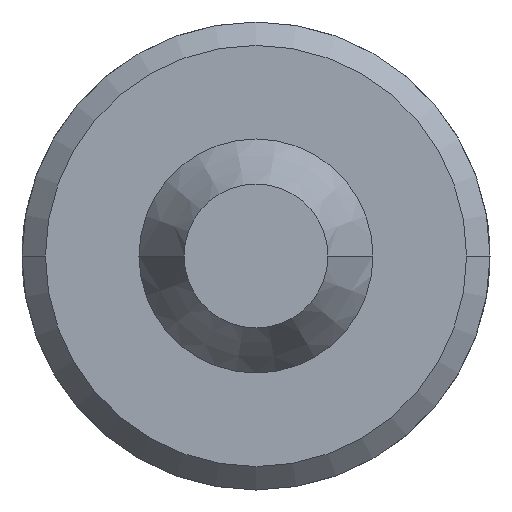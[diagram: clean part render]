
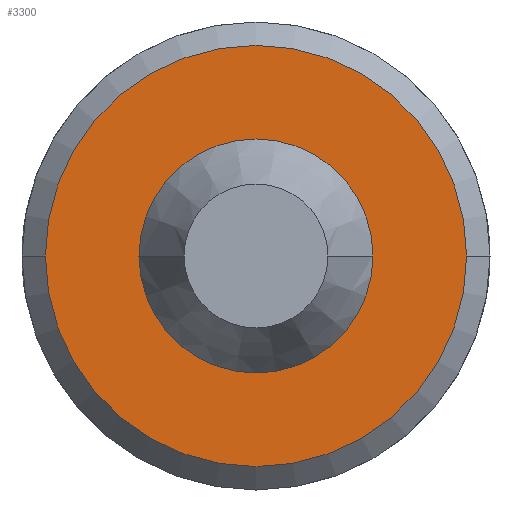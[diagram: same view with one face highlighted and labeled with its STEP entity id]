
A CAD part, left-side view. The second image highlights one B-rep face of the part: STEP entity #3300.
In plain terms, the highlighted planar face has unit normal (-1, 0, 0).
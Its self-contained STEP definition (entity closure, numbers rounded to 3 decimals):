
#2750=CARTESIAN_POINT('',(0.438,2.7,0.));
#2760=VERTEX_POINT('',#2750);
#2840=CARTESIAN_POINT('',(0.438,-2.7,0.));
#2850=VERTEX_POINT('',#2840);
#2880=CARTESIAN_POINT('',(0.438,0.,0.));
#2890=DIRECTION('',(-1.,0.,0.));
#2900=DIRECTION('',(0.,1.,0.));
#2910=AXIS2_PLACEMENT_3D('',#2880,#2890,#2900);
#2920=CIRCLE('',#2910,2.7);
#2930=EDGE_CURVE('',#2850,#2760,#2920,.T.);
#3050=CARTESIAN_POINT('',(0.438,2.075,0.));
#3060=DIRECTION('',(-1.,0.,0.));
#3070=DIRECTION('',(0.,1.,0.));
#3080=AXIS2_PLACEMENT_3D('',#3050,#3060,#3070);
#3090=PLANE('',#3080);
#3100=CARTESIAN_POINT('',(0.438,0.,0.));
#3110=DIRECTION('',(-1.,0.,0.));
#3120=DIRECTION('',(0.,1.,0.));
#3130=AXIS2_PLACEMENT_3D('',#3100,#3110,#3120);
#3140=CIRCLE('',#3130,1.45);
#3150=CARTESIAN_POINT('',(0.438,1.45,0.));
#3160=VERTEX_POINT('',#3150);
#3170=CARTESIAN_POINT('',(0.438,-1.45,0.));
#3180=VERTEX_POINT('',#3170);
#3190=EDGE_CURVE('',#3160,#3180,#3140,.T.);
#3200=ORIENTED_EDGE('',*,*,#3190,.F.);
#3210=EDGE_CURVE('',#3180,#3160,#3140,.T.);
#3220=ORIENTED_EDGE('',*,*,#3210,.F.);
#3230=EDGE_LOOP('',(#3220,#3200));
#3240=FACE_BOUND('',#3230,.T.);
#3250=EDGE_CURVE('',#2760,#2850,#2920,.T.);
#3260=ORIENTED_EDGE('',*,*,#3250,.T.);
#3270=ORIENTED_EDGE('',*,*,#2930,.T.);
#3280=EDGE_LOOP('',(#3270,#3260));
#3290=FACE_OUTER_BOUND('',#3280,.T.);
#3300=ADVANCED_FACE('',(#3240,#3290),#3090,.T.);
